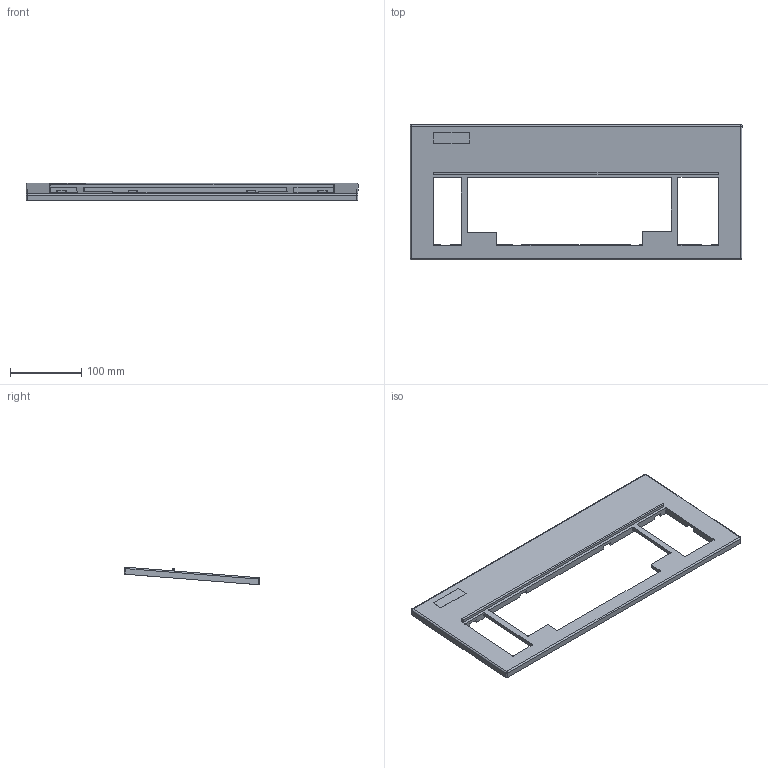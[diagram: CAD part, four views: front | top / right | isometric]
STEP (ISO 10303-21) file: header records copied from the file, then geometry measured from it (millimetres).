
FILE_DESCRIPTION(/* description */ (''),/* implementation_level */ '2;1');
FILE_NAME(/* name */ 'top_case.step',/* time_stamp */ '2025-04-25T00:38:57+02:00',/* author */ (''),/* organization */ (''),/* preprocessor_version */ 'ST-DEVELOPER v20.1',/* originating_system */ 'Autodesk Translation Framework v14.4.0.0',/* authorisation */ '');
FILE_SCHEMA (('AUTOMOTIVE_DESIGN { 1 0 10303 214 3 1 1 }'));
Length unit declared in the file: millimetre
Products named in the file (1): Keyboard case
Bounding box: 467.05 x 191.03 x 24.7 mm (x, y, z)
Volume: 516098.1 mm3; surface area: 135512.2 mm2
Topology: 1 solids, 1 shells, 198 faces, 512 edges, 338 vertices
Faces by surface type: plane 108, cylinder 86, sphere 4
Full cylindrical faces by diameter (mm): 1.6 x4, 2.5 x18
Entity records: 6123 total; most frequent: DIRECTION 1082, CARTESIAN_POINT 1049, ORIENTED_EDGE 1024, EDGE_CURVE 512, AXIS2_PLACEMENT_3D 371, LINE 340, VECTOR 340, VERTEX_POINT 338
